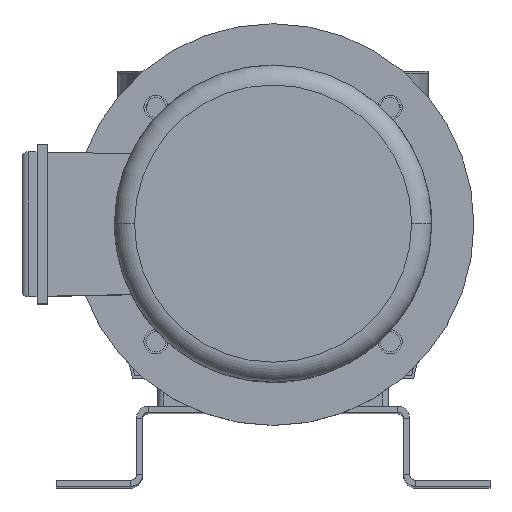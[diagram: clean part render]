
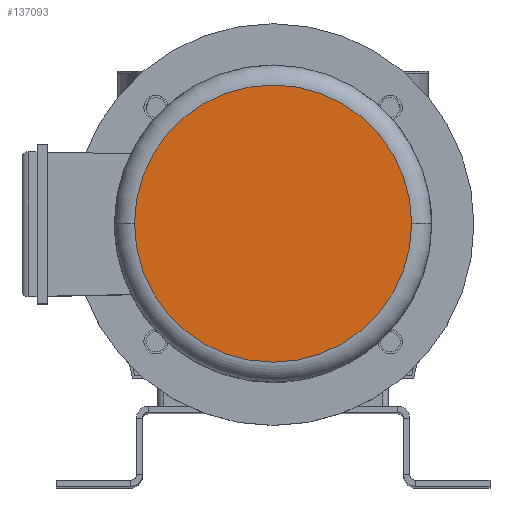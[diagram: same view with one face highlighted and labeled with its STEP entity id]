
A CAD part, top view. The second image highlights one B-rep face of the part: STEP entity #137093.
In plain terms, the highlighted planar face has unit normal (0, 0, 1).
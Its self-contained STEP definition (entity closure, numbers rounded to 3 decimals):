
#2072 = CARTESIAN_POINT ( 'NONE',  ( 17.394, 400.351, 1211.463 ) ) ;
#3808 = DIRECTION ( 'NONE',  ( 1., 0., 0. ) ) ;
#23823 = CIRCLE ( 'NONE', #134486, 69. ) ;
#25252 = ORIENTED_EDGE ( 'NONE', *, *, #118947, .T. ) ;
#34366 = CIRCLE ( 'NONE', #84437, 69. ) ;
#61918 = FACE_OUTER_BOUND ( 'NONE', #139398, .T. ) ;
#66280 = CARTESIAN_POINT ( 'NONE',  ( 86.394, 400.351, 1211.463 ) ) ;
#66915 = EDGE_CURVE ( 'NONE', #109762, #147301, #23823, .T. ) ;
#67627 = DIRECTION ( 'NONE',  ( 0., 0., -1. ) ) ;
#68362 = AXIS2_PLACEMENT_3D ( 'NONE', #116419, #67627, #127197 ) ;
#84437 = AXIS2_PLACEMENT_3D ( 'NONE', #66280, #116718, #3808 ) ;
#84931 = ORIENTED_EDGE ( 'NONE', *, *, #66915, .T. ) ;
#88435 = PLANE ( 'NONE',  #68362 ) ;
#105518 = DIRECTION ( 'NONE',  ( 1., 0., 0. ) ) ;
#109762 = VERTEX_POINT ( 'NONE', #2072 ) ;
#116419 = CARTESIAN_POINT ( 'NONE',  ( 86.394, 400.351, 1211.463 ) ) ;
#116718 = DIRECTION ( 'NONE',  ( 0., 0., 1. ) ) ;
#118947 = EDGE_CURVE ( 'NONE', #147301, #109762, #34366, .T. ) ;
#127197 = DIRECTION ( 'NONE',  ( 1., 0., 0. ) ) ;
#134486 = AXIS2_PLACEMENT_3D ( 'NONE', #159031, #158217, #105518 ) ;
#137093 = ADVANCED_FACE ( 'NONE', ( #61918 ), #88435, .F. ) ;
#139398 = EDGE_LOOP ( 'NONE', ( #25252, #84931 ) ) ;
#147301 = VERTEX_POINT ( 'NONE', #151751 ) ;
#151751 = CARTESIAN_POINT ( 'NONE',  ( 155.394, 400.351, 1211.463 ) ) ;
#158217 = DIRECTION ( 'NONE',  ( 0., 0., 1. ) ) ;
#159031 = CARTESIAN_POINT ( 'NONE',  ( 86.394, 400.351, 1211.463 ) ) ;
